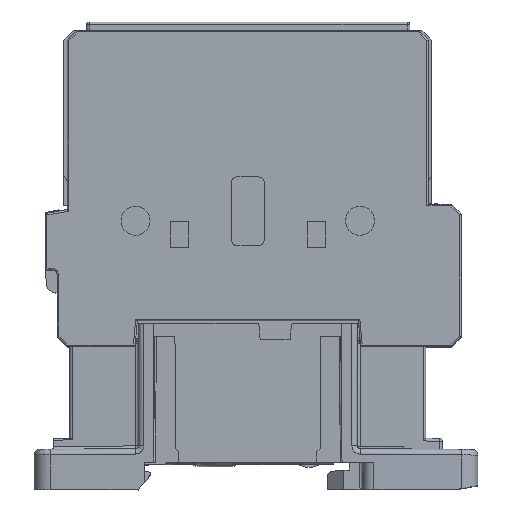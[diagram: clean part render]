
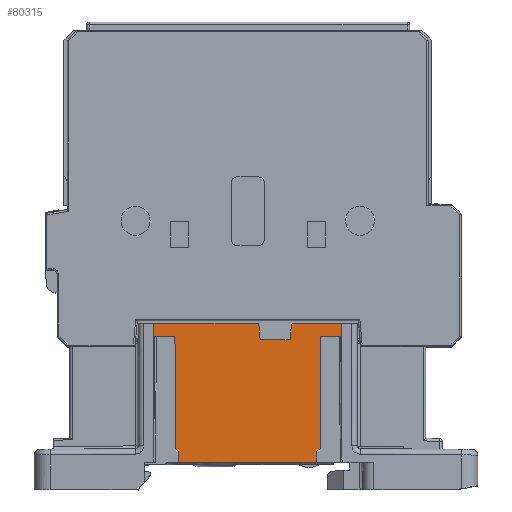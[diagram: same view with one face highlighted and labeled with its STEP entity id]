
A CAD part, top view. The second image highlights one B-rep face of the part: STEP entity #80315.
In plain terms, the highlighted planar face has unit normal (0, -0.009, 1).
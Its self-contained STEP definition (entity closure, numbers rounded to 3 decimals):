
#62132=DIRECTION('',(-1.,0.,0.));
#62133=VECTOR('',#62132,25.202);
#62134=CARTESIAN_POINT('',(62.194,16.168,4.14));
#62135=LINE('',#62134,#62133);
#65065=CARTESIAN_POINT('',(51.135,41.568,4.359));
#65066=CARTESIAN_POINT('',(51.288,41.568,4.359));
#65067=CARTESIAN_POINT('',(51.492,41.457,4.358));
#65068=CARTESIAN_POINT('',(51.62,41.264,4.356));
#65069=CARTESIAN_POINT('',(51.633,41.112,4.355));
#65087=DIRECTION('',(0.,1.,0.009));
#65088=VECTOR('',#65087,23.456);
#65089=CARTESIAN_POINT('',(32.403,18.113,4.154));
#65090=LINE('',#65089,#65088);
#65091=DIRECTION('',(-1.,0.,0.));
#65092=VECTOR('',#65091,18.732);
#65093=CARTESIAN_POINT('',(51.135,41.568,4.359));
#65094=LINE('',#65093,#65092);
#65095=DIRECTION('',(-0.087,0.996,0.009));
#65096=VECTOR('',#65095,2.553);
#65097=CARTESIAN_POINT('',(51.856,38.568,4.333));
#65098=LINE('',#65097,#65096);
#65099=DIRECTION('',(1.,0.,0.));
#65100=VECTOR('',#65099,5.475);
#65101=CARTESIAN_POINT('',(51.856,38.568,4.333));
#65102=LINE('',#65101,#65100);
#65103=DIRECTION('',(-0.087,-0.996,-0.009));
#65104=VECTOR('',#65103,2.553);
#65105=CARTESIAN_POINT('',(57.553,41.112,4.355));
#65106=LINE('',#65105,#65104);
#65107=DIRECTION('',(-1.,0.,0.));
#65108=VECTOR('',#65107,8.732);
#65109=CARTESIAN_POINT('',(66.783,41.568,4.359));
#65110=LINE('',#65109,#65108);
#65111=DIRECTION('',(0.01,-1.,-0.009));
#65112=VECTOR('',#65111,21.057);
#65113=CARTESIAN_POINT('',(66.57,39.168,4.338));
#65114=LINE('',#65113,#65112);
#65115=DIRECTION('',(-1.,0.,0.));
#65116=VECTOR('',#65115,3.677);
#65117=CARTESIAN_POINT('',(66.57,39.168,4.338));
#65118=LINE('',#65117,#65116);
#65119=DIRECTION('',(0.707,0.707,0.007));
#65120=VECTOR('',#65119,0.854);
#65121=CARTESIAN_POINT('',(62.2,18.075,4.152));
#65122=LINE('',#65121,#65120);
#65123=CARTESIAN_POINT('',(36.992,16.168,4.14));
#65124=CARTESIAN_POINT('',(36.989,16.803,4.146));
#65125=CARTESIAN_POINT('',(36.989,17.44,4.146));
#65126=CARTESIAN_POINT('',(36.987,18.075,4.152));
#65128=DIRECTION('',(0.707,-0.707,-0.007));
#65129=VECTOR('',#65128,0.854);
#65130=CARTESIAN_POINT('',(36.383,18.679,4.158));
#65131=LINE('',#65130,#65129);
#65132=DIRECTION('',(-1.,0.,0.));
#65133=VECTOR('',#65132,3.677);
#65134=CARTESIAN_POINT('',(36.293,39.168,4.338));
#65135=LINE('',#65134,#65133);
#65136=DIRECTION('',(0.01,1.,0.009));
#65137=VECTOR('',#65136,21.057);
#65138=CARTESIAN_POINT('',(32.403,18.113,4.154));
#65139=LINE('',#65138,#65137);
#65173=CARTESIAN_POINT('',(32.616,39.168,4.338));
#65194=DIRECTION('',(-0.004,1.,0.009));
#65195=VECTOR('',#65194,20.49);
#65196=CARTESIAN_POINT('',(36.383,18.679,4.158));
#65197=LINE('',#65196,#65195);
#69089=DIRECTION('',(0.,1.,0.009));
#69090=VECTOR('',#69089,23.456);
#69091=CARTESIAN_POINT('',(66.784,18.113,4.154));
#69092=LINE('',#69091,#69090);
#69125=CARTESIAN_POINT('',(66.57,39.168,4.338));
#69159=CARTESIAN_POINT('',(62.2,18.075,4.152));
#69160=CARTESIAN_POINT('',(62.197,17.439,4.146));
#69161=CARTESIAN_POINT('',(62.197,16.804,4.146));
#69162=CARTESIAN_POINT('',(62.194,16.168,4.14));
#69192=DIRECTION('',(-0.004,-1.,-0.009));
#69193=VECTOR('',#69192,20.49);
#69194=CARTESIAN_POINT('',(62.893,39.168,4.338));
#69195=LINE('',#69194,#69193);
#69212=CARTESIAN_POINT('',(57.553,41.112,4.355));
#69213=CARTESIAN_POINT('',(57.559,41.172,4.355));
#69214=CARTESIAN_POINT('',(57.589,41.285,4.356));
#69215=CARTESIAN_POINT('',(57.702,41.443,4.358));
#69216=CARTESIAN_POINT('',(57.866,41.544,4.359));
#69217=CARTESIAN_POINT('',(57.986,41.568,4.359));
#69218=CARTESIAN_POINT('',(58.051,41.568,4.359));
#75488=VERTEX_POINT('',#65065);
#75489=VERTEX_POINT('',#65069);
#75534=CARTESIAN_POINT('',(58.051,41.568,4.359));
#75535=VERTEX_POINT('',#75534);
#75536=VERTEX_POINT('',#69212);
#75760=VERTEX_POINT('',#65173);
#75761=CARTESIAN_POINT('',(36.293,39.168,4.338));
#75762=VERTEX_POINT('',#75761);
#75765=CARTESIAN_POINT('',(36.383,18.679,4.158));
#75766=VERTEX_POINT('',#75765);
#75767=CARTESIAN_POINT('',(36.987,18.075,4.152));
#75768=VERTEX_POINT('',#75767);
#75773=CARTESIAN_POINT('',(62.804,18.679,4.158));
#75774=VERTEX_POINT('',#75773);
#75775=CARTESIAN_POINT('',(62.893,39.168,4.338));
#75776=VERTEX_POINT('',#75775);
#75777=CARTESIAN_POINT('',(57.331,38.568,4.333));
#75778=VERTEX_POINT('',#75777);
#75779=CARTESIAN_POINT('',(51.856,38.568,4.333));
#75780=VERTEX_POINT('',#75779);
#75781=CARTESIAN_POINT('',(32.403,41.568,4.359));
#75782=VERTEX_POINT('',#75781);
#75783=CARTESIAN_POINT('',(32.403,18.113,4.154));
#75784=VERTEX_POINT('',#75783);
#75787=CARTESIAN_POINT('',(62.2,18.075,4.152));
#75788=VERTEX_POINT('',#75787);
#75791=VERTEX_POINT('',#69125);
#75803=CARTESIAN_POINT('',(66.783,41.568,4.359));
#75804=VERTEX_POINT('',#75803);
#75805=CARTESIAN_POINT('',(66.784,18.113,4.154));
#75806=VERTEX_POINT('',#75805);
#75899=CARTESIAN_POINT('',(36.992,16.168,4.14));
#75900=VERTEX_POINT('',#75899);
#75901=VERTEX_POINT('',#69162);
#80271=CARTESIAN_POINT('',(49.593,28.868,4.248));
#80272=DIRECTION('',(0.,-0.009,1.));
#80273=DIRECTION('',(0.,-1.,-0.009));
#80274=AXIS2_PLACEMENT_3D('',#80271,#80272,#80273);
#80275=PLANE('',#80274);
#80277=ORIENTED_EDGE('',*,*,#80276,.T.);
#80278=ORIENTED_EDGE('',*,*,#80248,.F.);
#80279=ORIENTED_EDGE('',*,*,#80262,.T.);
#80281=ORIENTED_EDGE('',*,*,#80280,.F.);
#80283=ORIENTED_EDGE('',*,*,#80282,.T.);
#80285=ORIENTED_EDGE('',*,*,#80284,.F.);
#80287=ORIENTED_EDGE('',*,*,#80286,.T.);
#80289=ORIENTED_EDGE('',*,*,#80288,.F.);
#80291=ORIENTED_EDGE('',*,*,#80290,.F.);
#80293=ORIENTED_EDGE('',*,*,#80292,.F.);
#80295=ORIENTED_EDGE('',*,*,#80294,.T.);
#80297=ORIENTED_EDGE('',*,*,#80296,.T.);
#80299=ORIENTED_EDGE('',*,*,#80298,.F.);
#80301=ORIENTED_EDGE('',*,*,#80300,.T.);
#80302=ORIENTED_EDGE('',*,*,#76557,.T.);
#80304=ORIENTED_EDGE('',*,*,#80303,.T.);
#80306=ORIENTED_EDGE('',*,*,#80305,.F.);
#80308=ORIENTED_EDGE('',*,*,#80307,.T.);
#80310=ORIENTED_EDGE('',*,*,#80309,.T.);
#80312=ORIENTED_EDGE('',*,*,#80311,.F.);
#80313=EDGE_LOOP('',(#80277,#80278,#80279,#80281,#80283,#80285,#80287,#80289,
#80291,#80293,#80295,#80297,#80299,#80301,#80302,#80304,#80306,#80308,#80310,
#80312));
#80314=FACE_OUTER_BOUND('',#80313,.F.);
#80315=ADVANCED_FACE('',(#80314),#80275,.T.);
#65070=B_SPLINE_CURVE_WITH_KNOTS('',3,(#65065,#65066,#65067,#65068,#65069),
.UNSPECIFIED.,.F.,.F.,(4,1,4),(0.,0.5,1.),.UNSPECIFIED.);
#65127=B_SPLINE_CURVE_WITH_KNOTS('',3,(#65123,#65124,#65125,#65126),
.UNSPECIFIED.,.F.,.F.,(4,4),(0.,1.),.UNSPECIFIED.);
#69163=B_SPLINE_CURVE_WITH_KNOTS('',3,(#69159,#69160,#69161,#69162),
.UNSPECIFIED.,.F.,.F.,(4,4),(0.,1.),.UNSPECIFIED.);
#69219=B_SPLINE_CURVE_WITH_KNOTS('',3,(#69212,#69213,#69214,#69215,#69216,
#69217,#69218),.UNSPECIFIED.,.F.,.F.,(4,1,1,1,4),(0.,0.25,0.5,0.75,
1.),.UNSPECIFIED.);
#76557=EDGE_CURVE('',#75901,#75900,#62135,.T.);
#80248=EDGE_CURVE('',#75488,#75782,#65094,.T.);
#80262=EDGE_CURVE('',#75488,#75489,#65070,.T.);
#80276=EDGE_CURVE('',#75784,#75782,#65090,.T.);
#80280=EDGE_CURVE('',#75780,#75489,#65098,.T.);
#80282=EDGE_CURVE('',#75780,#75778,#65102,.T.);
#80284=EDGE_CURVE('',#75536,#75778,#65106,.T.);
#80286=EDGE_CURVE('',#75536,#75535,#69219,.T.);
#80288=EDGE_CURVE('',#75804,#75535,#65110,.T.);
#80290=EDGE_CURVE('',#75806,#75804,#69092,.T.);
#80292=EDGE_CURVE('',#75791,#75806,#65114,.T.);
#80294=EDGE_CURVE('',#75791,#75776,#65118,.T.);
#80296=EDGE_CURVE('',#75776,#75774,#69195,.T.);
#80298=EDGE_CURVE('',#75788,#75774,#65122,.T.);
#80300=EDGE_CURVE('',#75788,#75901,#69163,.T.);
#80303=EDGE_CURVE('',#75900,#75768,#65127,.T.);
#80305=EDGE_CURVE('',#75766,#75768,#65131,.T.);
#80307=EDGE_CURVE('',#75766,#75762,#65197,.T.);
#80309=EDGE_CURVE('',#75762,#75760,#65135,.T.);
#80311=EDGE_CURVE('',#75784,#75760,#65139,.T.);
